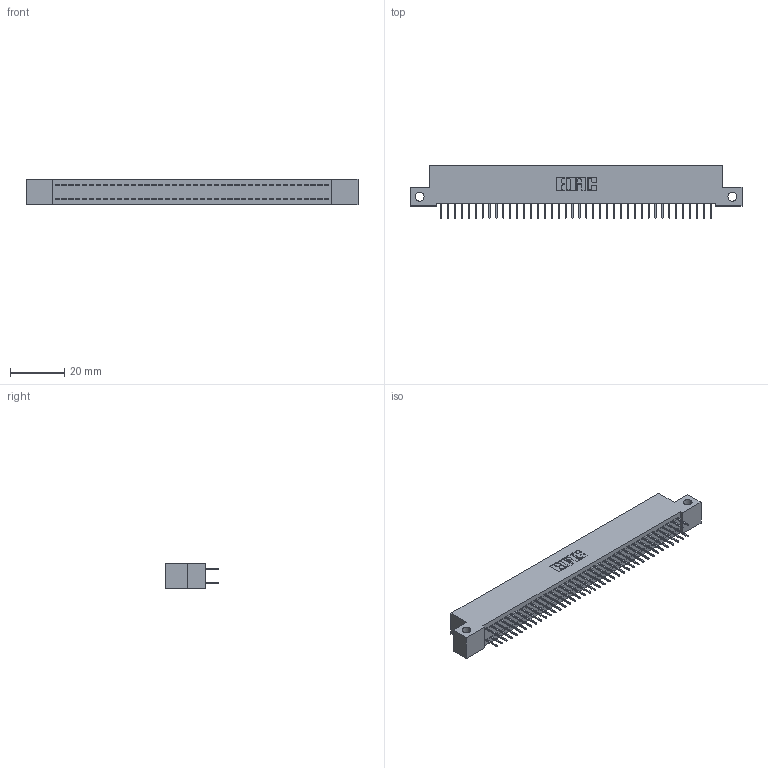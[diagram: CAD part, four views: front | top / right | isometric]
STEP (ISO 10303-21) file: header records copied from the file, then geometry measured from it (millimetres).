
FILE_DESCRIPTION (( 'STEP AP203' ), '1' );
FILE_NAME ('342-080-524-212.STEP', '2018-08-13T14:50:36', ( '' ), ( '' ), 'SwSTEP 2.0', 'SolidWorks 2016', '' );
FILE_SCHEMA (( 'CONFIG_CONTROL_DESIGN' ));
Length unit declared in the file: inch
Products named in the file (3): 342 Part_Side Mount; 345-292-001_345-293-124; 342-080-524-212
Assembly tree (81 placements, depth 2):
  342-080-524-212
    342 Part_Side Mount
    345-292-001_345-293-124  x80
Bounding box: 121.92 x 19.69 x 9.4 mm (x, y, z)
Volume: 10750 mm3; surface area: 16974.4 mm2
Topology: 81 solids, 81 shells, 4590 faces, 13019 edges, 8358 vertices
Faces by surface type: plane 3426, cylinder 1164
Entity records: 25937 total; most frequent: CARTESIAN_POINT 4298, ORIENTED_EDGE 4234, DIRECTION 3677, EDGE_CURVE 2117, LINE 1993, VECTOR 1993, VERTEX_POINT 1406, AXIS2_PLACEMENT_3D 842
